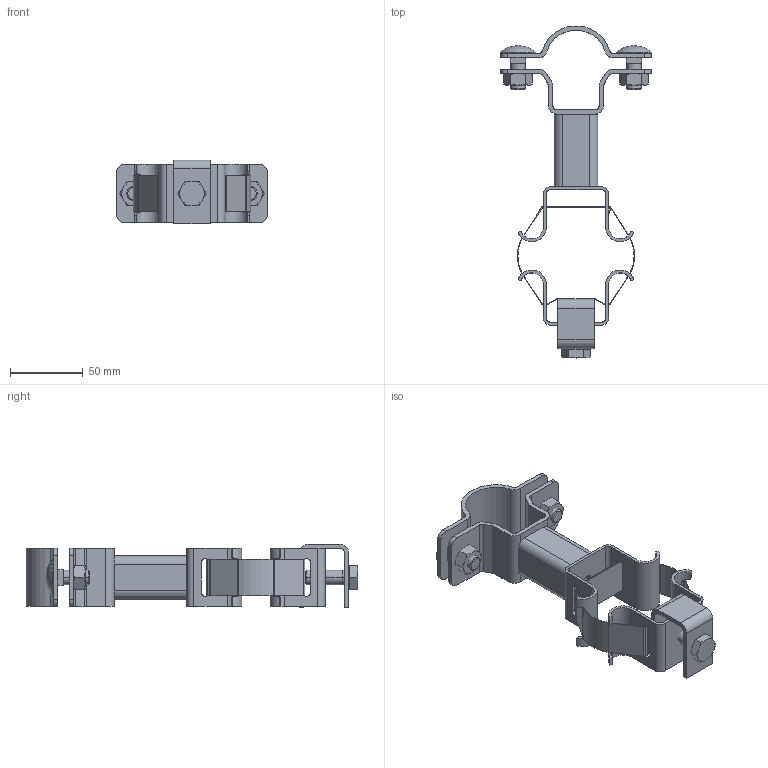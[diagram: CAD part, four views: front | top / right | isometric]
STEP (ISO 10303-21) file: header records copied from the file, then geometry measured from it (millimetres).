
FILE_DESCRIPTION(('Creo Elements/Direct Modeling STEP Export'),'2;1');
FILE_NAME('5408955.stp','2021-05-11T 7:17:52',(''),(''),'Creo Elements/Direct Modeling STEP processor for AP214 (Solid Model)','Creo Elements/Direct Modeling 18.0B 02-Dec-2011 (C) Parametric Technology GmbH','');
FILE_SCHEMA(('AUTOMOTIVE_DESIGN { 1 0 10303 214 1 1 1 1 }'));
Length unit declared in the file: millimetre
Products named in the file (10): VA-Rohr30x30x3; Schale-Unterteil; Band; Schraube_M_10x30_DIN_933; Halbschale-Oberteil; Mutter_M_10_DIN_934.1.1; Klemmteil; Flachrundschraube_DIN_603_M10_x_25.1; Isostütze; Träger_isFang
Assembly tree (12 placements, depth 2):
  Träger_isFang
    Isostütze  x2
    Flachrundschraube_DIN_603_M10_x_25.1  x2
    Klemmteil
    Mutter_M_10_DIN_934.1.1  x2
    Halbschale-Oberteil
    Schraube_M_10x30_DIN_933
    Band
    Schale-Unterteil
    VA-Rohr30x30x3
Bounding box: 104.65 x 228.85 x 44 mm (x, y, z)
Volume: 91579.1 mm3; surface area: 85650 mm2
Topology: 12 solids, 12 shells, 365 faces, 960 edges, 620 vertices
Faces by surface type: plane 185, cylinder 136, cone 40, sphere 4
Entity records: 11381 total; most frequent: CARTESIAN_POINT 4088, ORIENTED_EDGE 1496, DIRECTION 1388, EDGE_CURVE 748, VERTEX_POINT 487, AXIS2_PLACEMENT_3D 467, VECTOR 454, LINE 454
